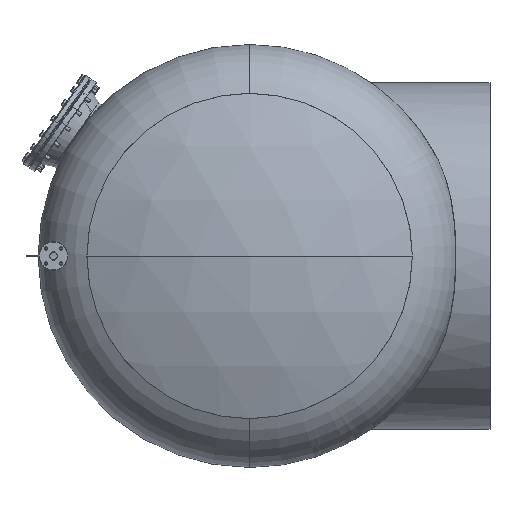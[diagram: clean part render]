
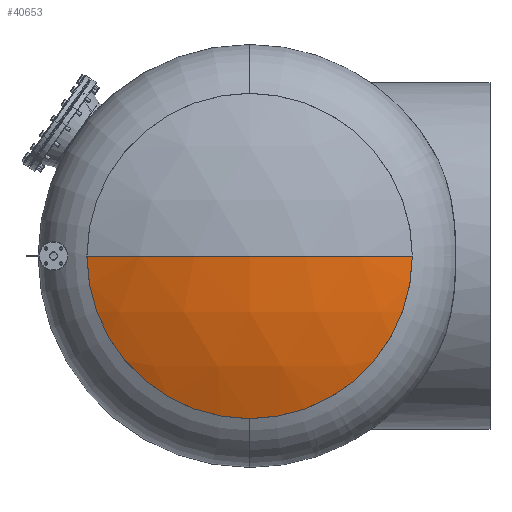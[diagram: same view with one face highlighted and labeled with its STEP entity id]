
A CAD part, left-side view. The second image highlights one B-rep face of the part: STEP entity #40653.
In plain terms, the highlighted spherical face has radius 2200 mm.
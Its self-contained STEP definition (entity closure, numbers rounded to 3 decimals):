
#127 = VERTEX_POINT ( 'NONE', #31183 ) ;
#286 = ORIENTED_EDGE ( 'NONE', *, *, #9951, .T. ) ;
#565 = EDGE_CURVE ( 'NONE', #127, #26324, #28582, .T. ) ;
#2841 = CIRCLE ( 'NONE', #9580, 2200. ) ;
#4977 = DIRECTION ( 'NONE',  ( 0., 1., 0. ) ) ;
#5548 = ORIENTED_EDGE ( 'NONE', *, *, #565, .T. ) ;
#5560 = ORIENTED_EDGE ( 'NONE', *, *, #39523, .T. ) ;
#6568 = DIRECTION ( 'NONE',  ( -1., 0., 0. ) ) ;
#6704 = VERTEX_POINT ( 'NONE', #29974 ) ;
#7583 = CARTESIAN_POINT ( 'NONE',  ( 250., 0., 0. ) ) ;
#7696 = CARTESIAN_POINT ( 'NONE',  ( 250., 0., 0. ) ) ;
#7793 = DIRECTION ( 'NONE',  ( 1., 0., 0. ) ) ;
#7947 = CARTESIAN_POINT ( 'NONE',  ( 250., 0., 0. ) ) ;
#9580 = AXIS2_PLACEMENT_3D ( 'NONE', #7583, #36664, #7793 ) ;
#9951 = EDGE_CURVE ( 'NONE', #6704, #127, #33881, .T. ) ;
#10810 = DIRECTION ( 'NONE',  ( 0., 0., 1. ) ) ;
#11269 = DIRECTION ( 'NONE',  ( 0., 0., -1. ) ) ;
#16364 = VERTEX_POINT ( 'NONE', #32049 ) ;
#19616 = ORIENTED_EDGE ( 'NONE', *, *, #29504, .F. ) ;
#19842 = DIRECTION ( 'NONE',  ( 0., 0., 1. ) ) ;
#20665 = CARTESIAN_POINT ( 'NONE',  ( -1780.769, -846.154, 0. ) ) ;
#21193 = DIRECTION ( 'NONE',  ( 0., 1., 0. ) ) ;
#23871 = CARTESIAN_POINT ( 'NONE',  ( -1780.769, 0., 0. ) ) ;
#24024 = CIRCLE ( 'NONE', #36800, 2200. ) ;
#24084 = DIRECTION ( 'NONE',  ( -1., 0., 0. ) ) ;
#24354 = FACE_OUTER_BOUND ( 'NONE', #26422, .T. ) ;
#26324 = VERTEX_POINT ( 'NONE', #20665 ) ;
#26422 = EDGE_LOOP ( 'NONE', ( #286, #5548, #5560, #19616 ) ) ;
#27828 = AXIS2_PLACEMENT_3D ( 'NONE', #23871, #24084, #10810 ) ;
#28582 = CIRCLE ( 'NONE', #41286, 846.154 ) ;
#29504 = EDGE_CURVE ( 'NONE', #6704, #16364, #2841, .T. ) ;
#29974 = CARTESIAN_POINT ( 'NONE',  ( -1780.769, 846.154, 0. ) ) ;
#30212 = AXIS2_PLACEMENT_3D ( 'NONE', #7696, #11269, #21193 ) ;
#30287 = SPHERICAL_SURFACE ( 'NONE', #30212, 2200. ) ;
#30766 = DIRECTION ( 'NONE',  ( 0., 0., -1. ) ) ;
#31183 = CARTESIAN_POINT ( 'NONE',  ( -1780.769, 0., -846.154 ) ) ;
#32049 = CARTESIAN_POINT ( 'NONE',  ( -1950., 0., 0. ) ) ;
#33881 = CIRCLE ( 'NONE', #27828, 846.154 ) ;
#35459 = CARTESIAN_POINT ( 'NONE',  ( -1780.769, 0., 0. ) ) ;
#36664 = DIRECTION ( 'NONE',  ( 0., 0., 1. ) ) ;
#36800 = AXIS2_PLACEMENT_3D ( 'NONE', #7947, #30766, #4977 ) ;
#39523 = EDGE_CURVE ( 'NONE', #26324, #16364, #24024, .T. ) ;
#40653 = ADVANCED_FACE ( 'NONE', ( #24354 ), #30287, .T. ) ;
#41286 = AXIS2_PLACEMENT_3D ( 'NONE', #35459, #6568, #19842 ) ;
